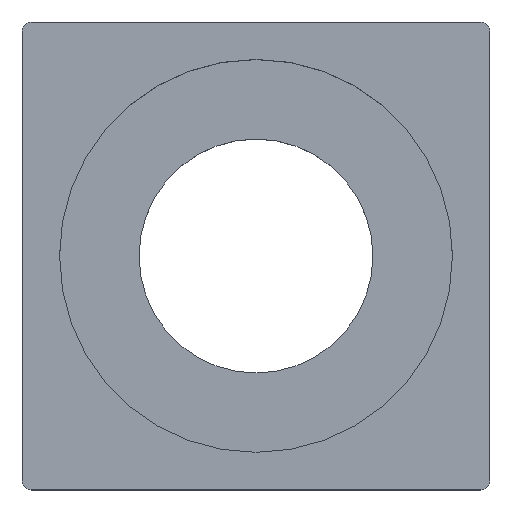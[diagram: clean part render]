
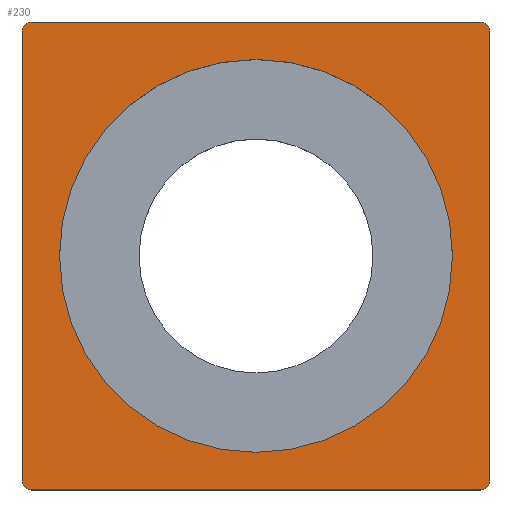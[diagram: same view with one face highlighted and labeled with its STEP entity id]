
A CAD part, top view. The second image highlights one B-rep face of the part: STEP entity #230.
In plain terms, the highlighted planar face has unit normal (0, 0, 1).
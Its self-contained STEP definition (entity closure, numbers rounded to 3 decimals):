
#17=FACE_BOUND('',#53,.T.);
#24=PLANE('',#278);
#37=FACE_OUTER_BOUND('',#52,.T.);
#52=EDGE_LOOP('',(#203,#204,#205,#206,#207,#208,#209,#210));
#53=EDGE_LOOP('',(#211));
#58=LINE('',#364,#76);
#64=LINE('',#386,#82);
#67=LINE('',#394,#85);
#71=LINE('',#411,#89);
#76=VECTOR('',#293,10.);
#82=VECTOR('',#315,10.);
#85=VECTOR('',#324,10.);
#89=VECTOR('',#346,10.);
#90=CIRCLE('',#255,1.);
#96=CIRCLE('',#264,1.);
#97=CIRCLE('',#267,1.);
#98=CIRCLE('',#270,1.);
#99=CIRCLE('',#272,21.);
#102=VERTEX_POINT('',#351);
#103=VERTEX_POINT('',#352);
#107=VERTEX_POINT('',#362);
#114=VERTEX_POINT('',#380);
#115=VERTEX_POINT('',#384);
#116=VERTEX_POINT('',#388);
#117=VERTEX_POINT('',#389);
#118=VERTEX_POINT('',#396);
#119=VERTEX_POINT('',#400);
#122=EDGE_CURVE('',#102,#103,#90,.T.);
#128=EDGE_CURVE('',#102,#107,#58,.T.);
#136=EDGE_CURVE('',#114,#107,#96,.T.);
#139=EDGE_CURVE('',#114,#115,#64,.T.);
#140=EDGE_CURVE('',#116,#117,#97,.T.);
#143=EDGE_CURVE('',#116,#103,#67,.T.);
#144=EDGE_CURVE('',#118,#115,#98,.T.);
#146=EDGE_CURVE('',#119,#119,#99,.T.);
#151=EDGE_CURVE('',#118,#117,#71,.T.);
#203=ORIENTED_EDGE('',*,*,#122,.F.);
#204=ORIENTED_EDGE('',*,*,#128,.T.);
#205=ORIENTED_EDGE('',*,*,#136,.F.);
#206=ORIENTED_EDGE('',*,*,#139,.T.);
#207=ORIENTED_EDGE('',*,*,#144,.F.);
#208=ORIENTED_EDGE('',*,*,#151,.T.);
#209=ORIENTED_EDGE('',*,*,#140,.F.);
#210=ORIENTED_EDGE('',*,*,#143,.T.);
#211=ORIENTED_EDGE('',*,*,#146,.T.);
#230=ADVANCED_FACE('',(#37,#17),#24,.T.);
#255=AXIS2_PLACEMENT_3D('',#353,#283,#284);
#264=AXIS2_PLACEMENT_3D('',#381,#309,#310);
#267=AXIS2_PLACEMENT_3D('',#390,#318,#319);
#270=AXIS2_PLACEMENT_3D('',#397,#327,#328);
#272=AXIS2_PLACEMENT_3D('',#401,#332,#333);
#278=AXIS2_PLACEMENT_3D('',#412,#347,#348);
#283=DIRECTION('center_axis',(0.,0.,-1.));
#284=DIRECTION('ref_axis',(-0.707,-0.707,0.));
#293=DIRECTION('',(1.,0.,0.));
#309=DIRECTION('center_axis',(0.,0.,-1.));
#310=DIRECTION('ref_axis',(0.707,-0.707,0.));
#315=DIRECTION('',(0.,1.,0.));
#318=DIRECTION('center_axis',(0.,0.,-1.));
#319=DIRECTION('ref_axis',(-0.707,0.707,0.));
#324=DIRECTION('',(0.,-1.,0.));
#327=DIRECTION('center_axis',(0.,0.,-1.));
#328=DIRECTION('ref_axis',(0.707,0.707,0.));
#332=DIRECTION('center_axis',(0.,0.,-1.));
#333=DIRECTION('ref_axis',(1.,0.,0.));
#346=DIRECTION('',(-1.,0.,0.));
#347=DIRECTION('center_axis',(0.,0.,1.));
#348=DIRECTION('ref_axis',(1.,0.,0.));
#351=CARTESIAN_POINT('',(-24.,-25.,14.));
#352=CARTESIAN_POINT('',(-25.,-24.,14.));
#353=CARTESIAN_POINT('Origin',(-24.,-24.,14.));
#362=CARTESIAN_POINT('',(24.,-25.,14.));
#364=CARTESIAN_POINT('',(-25.,-25.,14.));
#380=CARTESIAN_POINT('',(25.,-24.,14.));
#381=CARTESIAN_POINT('Origin',(24.,-24.,14.));
#384=CARTESIAN_POINT('',(25.,24.,14.));
#386=CARTESIAN_POINT('',(25.,-25.,14.));
#388=CARTESIAN_POINT('',(-25.,24.,14.));
#389=CARTESIAN_POINT('',(-24.,25.,14.));
#390=CARTESIAN_POINT('Origin',(-24.,24.,14.));
#394=CARTESIAN_POINT('',(-25.,25.,14.));
#396=CARTESIAN_POINT('',(24.,25.,14.));
#397=CARTESIAN_POINT('Origin',(24.,24.,14.));
#400=CARTESIAN_POINT('',(-21.,0.,14.));
#401=CARTESIAN_POINT('Origin',(0.,0.,14.));
#411=CARTESIAN_POINT('',(25.,25.,14.));
#412=CARTESIAN_POINT('Origin',(0.,0.,14.));
